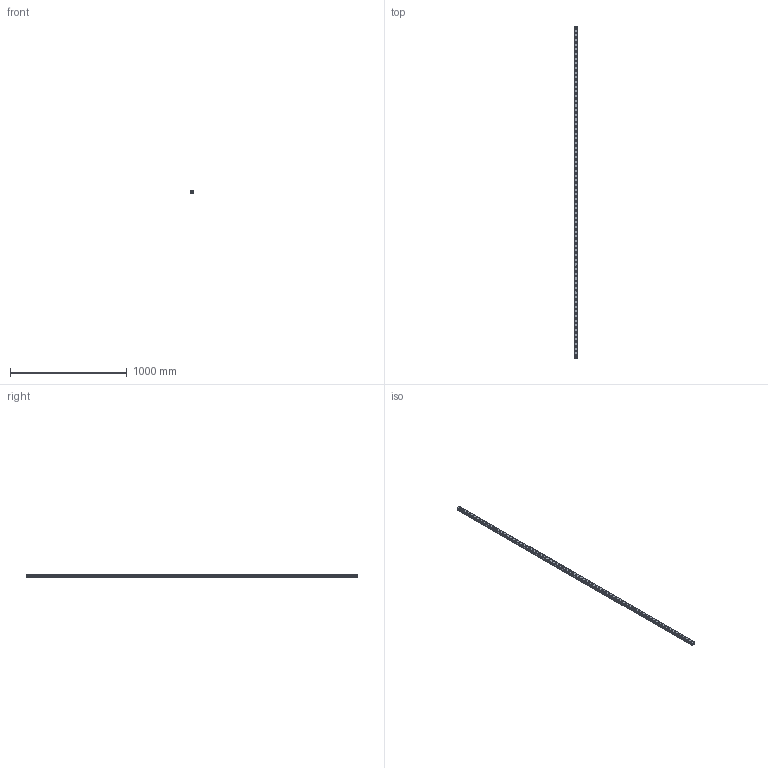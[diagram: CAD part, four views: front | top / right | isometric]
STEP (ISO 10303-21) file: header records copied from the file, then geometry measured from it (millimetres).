
FILE_DESCRIPTION(('STEP AP214'),'1');
FILE_NAME('cctmp_802CD469-E319-4836-B955-CC1B7AE3B007_2021_03_11_14_42_56_0757..stp','2021-03-11T13:42:57',('HIWIN GmbH'),('CADClick - www.CADClick.com'),'Spatial InterOp 3D',' ','unknown authorization');
FILE_SCHEMA(('AUTOMOTIVE_DESIGN'));
Length unit declared in the file: millimetre
Products named in the file (1): RGR30R2840H_FILE
Bounding box: 28 x 2840 x 28 mm (x, y, z)
Volume: 1629773.7 mm3; surface area: 421290 mm2
Topology: 1 solids, 1 shells, 754 faces, 1605 edges, 1070 vertices
Faces by surface type: cylinder 444, plane 310
Entity records: 26793 total; most frequent: DIRECTION 4003, CARTESIAN_POINT 3430, ORIENTED_EDGE 3210, AXIS2_PLACEMENT_3D 1643, EDGE_CURVE 1605, VERTEX_POINT 1070, EDGE_LOOP 971, CIRCLE 888
